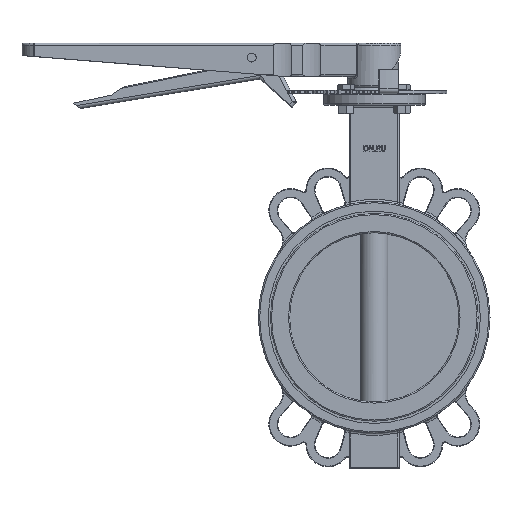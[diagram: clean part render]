
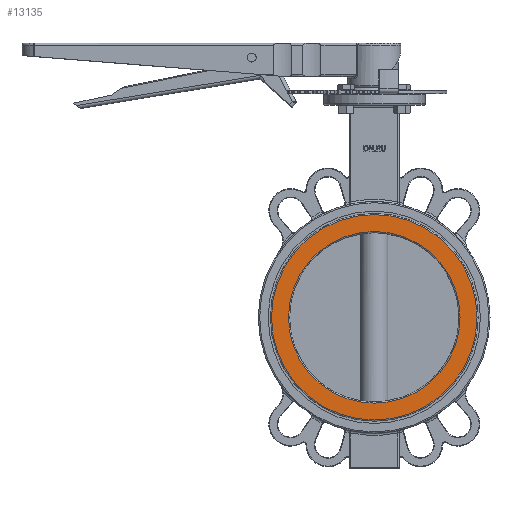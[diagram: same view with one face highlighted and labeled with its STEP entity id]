
A CAD part, top view. The second image highlights one B-rep face of the part: STEP entity #13135.
In plain terms, the highlighted planar face has unit normal (0, 0, 1).
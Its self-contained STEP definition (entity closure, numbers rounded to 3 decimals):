
#234=FACE_BOUND('',#3712,.T.);
#364=PLANE('',#14468);
#2932=FACE_OUTER_BOUND('',#3711,.T.);
#3711=EDGE_LOOP('',(#10018));
#3712=EDGE_LOOP('',(#10019));
#4779=CIRCLE('',#14464,76.);
#4783=CIRCLE('',#14469,91.);
#5679=VERTEX_POINT('',#24647);
#5682=VERTEX_POINT('',#24655);
#7232=EDGE_CURVE('',#5679,#5679,#4779,.T.);
#7236=EDGE_CURVE('',#5682,#5682,#4783,.T.);
#10018=ORIENTED_EDGE('',*,*,#7236,.F.);
#10019=ORIENTED_EDGE('',*,*,#7232,.F.);
#13135=ADVANCED_FACE('',(#2932,#234),#364,.T.);
#14464=AXIS2_PLACEMENT_3D('',#24648,#17052,#17053);
#14468=AXIS2_PLACEMENT_3D('',#24654,#17060,#17061);
#14469=AXIS2_PLACEMENT_3D('',#24656,#17062,#17063);
#17052=DIRECTION('center_axis',(0.,0.,1.));
#17053=DIRECTION('ref_axis',(-1.,0.,0.));
#17060=DIRECTION('center_axis',(0.,0.,1.));
#17061=DIRECTION('ref_axis',(1.,0.,0.));
#17062=DIRECTION('center_axis',(0.,0.,-1.));
#17063=DIRECTION('ref_axis',(-1.,0.,0.));
#24647=CARTESIAN_POINT('',(76.,0.,29.));
#24648=CARTESIAN_POINT('Origin',(0.,0.,29.));
#24654=CARTESIAN_POINT('Origin',(0.,0.,29.));
#24655=CARTESIAN_POINT('',(-91.,0.,29.));
#24656=CARTESIAN_POINT('Origin',(0.,0.,29.));
